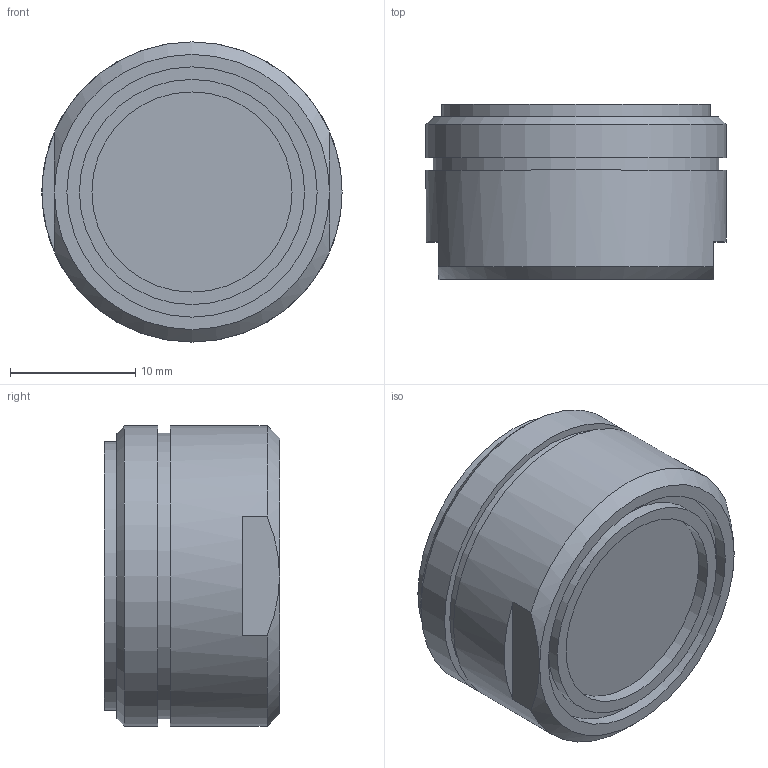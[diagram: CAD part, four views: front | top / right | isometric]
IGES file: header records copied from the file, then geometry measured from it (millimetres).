
Global section: file name: No Iges File Name specified; native system: Autodesk Inventor 2012; preprocessor: AutoDesk Inventor Iges Exporter R2012; author: mblakey; date: 20121004.150925; units: millimetre
Bounding box: 24 x 14 x 24 mm (x, y, z)
Volume: 3812.9 mm3; surface area: 2660.3 mm2
Topology: 1 solids, 1 shells, 24 faces, 42 edges, 27 vertices
Faces by surface type: plane 13, cylinder 5, cone 3, revolution 2, bspline 1
Full cylindrical faces by diameter (mm): 18 x1, 21.5 x1, 22.8 x1, 24 x2
